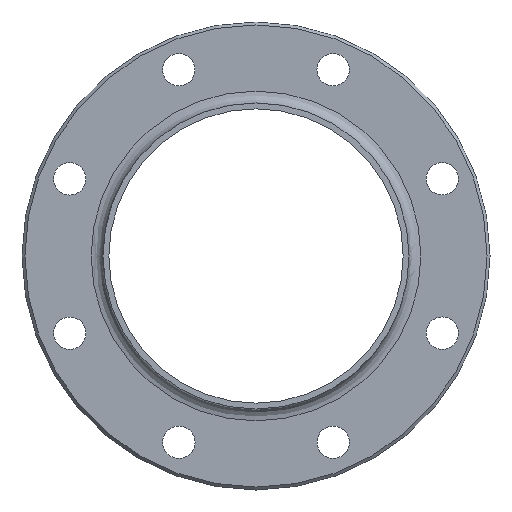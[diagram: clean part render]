
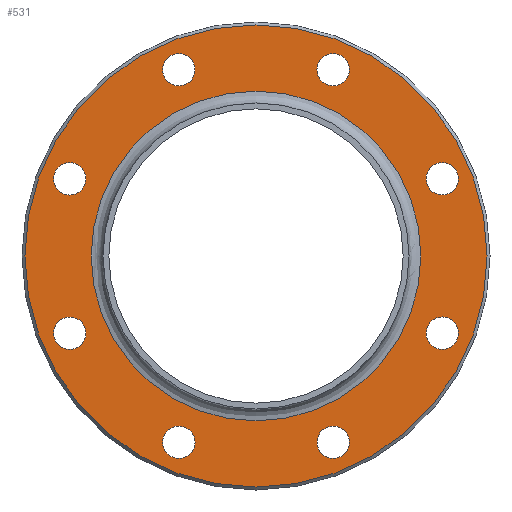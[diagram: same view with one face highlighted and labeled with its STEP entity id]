
A CAD part, left-side view. The second image highlights one B-rep face of the part: STEP entity #531.
In plain terms, the highlighted planar face has unit normal (-1, 0, 0).
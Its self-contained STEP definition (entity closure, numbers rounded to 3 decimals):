
#94=CARTESIAN_POINT('',(12.,-22.325,-59.397));
#95=VERTEX_POINT('',#94);
#96=CARTESIAN_POINT('',(12.,-26.214,-63.286));
#97=DIRECTION('',(1.,0.0,0.0));
#98=DIRECTION('',(0.0,-0.707,-0.707));
#99=AXIS2_PLACEMENT_3D('',#96,#97,#98);
#100=CIRCLE('',#99,5.5);
#101=EDGE_CURVE('',#95,#95,#100,.T.);
#143=CARTESIAN_POINT('',(12.,-57.786,-26.214));
#144=VERTEX_POINT('',#143);
#145=CARTESIAN_POINT('',(12.,-63.286,-26.214));
#146=DIRECTION('',(1.0,0.0,0.0));
#147=DIRECTION('',(0.0,-1.0,0.0));
#148=AXIS2_PLACEMENT_3D('',#145,#146,#147);
#149=CIRCLE('',#148,5.5);
#150=EDGE_CURVE('',#144,#144,#149,.T.);
#192=CARTESIAN_POINT('',(12.,-59.397,22.325));
#193=VERTEX_POINT('',#192);
#194=CARTESIAN_POINT('',(12.,-63.286,26.214));
#195=DIRECTION('',(1.0,0.0,0.0));
#196=DIRECTION('',(0.0,-0.707,0.707));
#197=AXIS2_PLACEMENT_3D('',#194,#195,#196);
#198=CIRCLE('',#197,5.5);
#199=EDGE_CURVE('',#193,#193,#198,.T.);
#241=CARTESIAN_POINT('',(12.,-26.214,57.786));
#242=VERTEX_POINT('',#241);
#243=CARTESIAN_POINT('',(12.,-26.214,63.286));
#244=DIRECTION('',(1.0,0.0,0.0));
#245=DIRECTION('',(0.0,0.0,1.0));
#246=AXIS2_PLACEMENT_3D('',#243,#244,#245);
#247=CIRCLE('',#246,5.5);
#248=EDGE_CURVE('',#242,#242,#247,.T.);
#290=CARTESIAN_POINT('',(12.,22.325,59.397));
#291=VERTEX_POINT('',#290);
#292=CARTESIAN_POINT('',(12.,26.214,63.286));
#293=DIRECTION('',(1.0,0.0,0.0));
#294=DIRECTION('',(0.0,0.707,0.707));
#295=AXIS2_PLACEMENT_3D('',#292,#293,#294);
#296=CIRCLE('',#295,5.5);
#297=EDGE_CURVE('',#291,#291,#296,.T.);
#339=CARTESIAN_POINT('',(12.,57.786,26.214));
#340=VERTEX_POINT('',#339);
#341=CARTESIAN_POINT('',(12.,63.286,26.214));
#342=DIRECTION('',(1.0,0.0,0.0));
#343=DIRECTION('',(0.0,1.0,0.0));
#344=AXIS2_PLACEMENT_3D('',#341,#342,#343);
#345=CIRCLE('',#344,5.5);
#346=EDGE_CURVE('',#340,#340,#345,.T.);
#388=CARTESIAN_POINT('',(12.,59.397,-22.325));
#389=VERTEX_POINT('',#388);
#390=CARTESIAN_POINT('',(12.,63.286,-26.214));
#391=DIRECTION('',(1.0,0.0,0.0));
#392=DIRECTION('',(0.0,0.707,-0.707));
#393=AXIS2_PLACEMENT_3D('',#390,#391,#392);
#394=CIRCLE('',#393,5.5);
#395=EDGE_CURVE('',#389,#389,#394,.T.);
#437=CARTESIAN_POINT('',(12.,26.214,-57.786));
#438=VERTEX_POINT('',#437);
#439=CARTESIAN_POINT('',(12.,26.214,-63.286));
#440=DIRECTION('',(1.0,0.0,0.0));
#441=DIRECTION('',(0.0,0.0,-1.0));
#442=AXIS2_PLACEMENT_3D('',#439,#440,#441);
#443=CIRCLE('',#442,5.5);
#444=EDGE_CURVE('',#438,#438,#443,.T.);
#465=CARTESIAN_POINT('',(12.,78.5,0.));
#466=VERTEX_POINT('',#465);
#467=CARTESIAN_POINT('',(12.,0.0,0.0));
#468=DIRECTION('',(1.0,0.0,0.0));
#469=DIRECTION('',(0.0,-1.0,0.0));
#470=AXIS2_PLACEMENT_3D('',#467,#468,#469);
#471=CIRCLE('',#470,78.5);
#472=EDGE_CURVE('',#466,#466,#471,.T.);
#488=CARTESIAN_POINT('',(12.,67.75,0.0));
#489=DIRECTION('',(-1.0,0.0,0.0));
#490=DIRECTION('',(0.0,0.0,1.0));
#491=AXIS2_PLACEMENT_3D('',#488,#489,#490);
#492=PLANE('',#491);
#493=ORIENTED_EDGE('',*,*,#472,.F.);
#494=EDGE_LOOP('',(#493));
#495=FACE_OUTER_BOUND('',#494,.T.);
#496=ORIENTED_EDGE('',*,*,#101,.T.);
#497=EDGE_LOOP('',(#496));
#498=FACE_BOUND('',#497,.T.);
#499=ORIENTED_EDGE('',*,*,#150,.T.);
#500=EDGE_LOOP('',(#499));
#501=FACE_BOUND('',#500,.T.);
#502=ORIENTED_EDGE('',*,*,#199,.T.);
#503=EDGE_LOOP('',(#502));
#504=FACE_BOUND('',#503,.T.);
#505=ORIENTED_EDGE('',*,*,#248,.T.);
#506=EDGE_LOOP('',(#505));
#507=FACE_BOUND('',#506,.T.);
#508=ORIENTED_EDGE('',*,*,#297,.T.);
#509=EDGE_LOOP('',(#508));
#510=FACE_BOUND('',#509,.T.);
#511=ORIENTED_EDGE('',*,*,#346,.T.);
#512=EDGE_LOOP('',(#511));
#513=FACE_BOUND('',#512,.T.);
#514=ORIENTED_EDGE('',*,*,#395,.T.);
#515=EDGE_LOOP('',(#514));
#516=FACE_BOUND('',#515,.T.);
#517=ORIENTED_EDGE('',*,*,#444,.T.);
#518=EDGE_LOOP('',(#517));
#519=FACE_BOUND('',#518,.T.);
#520=CARTESIAN_POINT('',(12.,56.,0.0));
#521=VERTEX_POINT('',#520);
#522=CARTESIAN_POINT('',(12.,0.0,0.0));
#523=DIRECTION('',(1.0,0.0,0.0));
#524=DIRECTION('',(0.0,1.0,0.0));
#525=AXIS2_PLACEMENT_3D('',#522,#523,#524);
#526=CIRCLE('',#525,56.);
#527=EDGE_CURVE('',#521,#521,#526,.T.);
#528=ORIENTED_EDGE('',*,*,#527,.T.);
#529=EDGE_LOOP('',(#528));
#530=FACE_BOUND('',#529,.T.);
#531=ADVANCED_FACE('',(#495,#498,#501,#504,#507,#510,#513,#516,#519,#530),#492,.T.);
